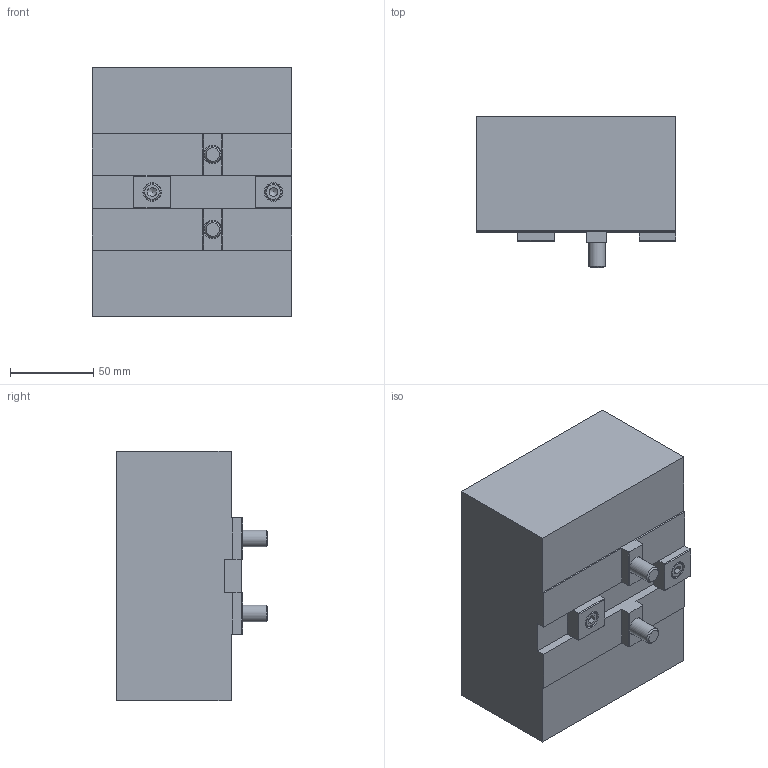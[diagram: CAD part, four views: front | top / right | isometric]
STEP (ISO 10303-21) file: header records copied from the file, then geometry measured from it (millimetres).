
FILE_DESCRIPTION((''),'2;1');
FILE_NAME('311-0150-001.stp','2011-05-30T16:55:47',('Meier'),(''),'Autodesk Inventor 2011','Autodesk Inventor 2011','');
FILE_SCHEMA(('AUTOMOTIVE_DESIGN { 1 0 10303 214 1 1 1 1 }'));
Length unit declared in the file: millimetre
Products named in the file (5): 311-0150-001; 5130-0150-002; NLM03250-20; DIN 912 - ersetzt durch DIN EN ISO 4762 M6 x 16; DIN 912 - ersetzt durch DIN EN ISO 4762 M10 x 30
Assembly tree (7 placements, depth 2):
  311-0150-001
    5130-0150-002
    NLM03250-20  x2
    DIN 912 - ersetzt durch DIN EN ISO 4762 M6 x 16  x2
    DIN 912 - ersetzt durch DIN EN ISO 4762 M10 x 30  x2
Bounding box: 120 x 91 x 150 mm (x, y, z)
Volume: 1224510.4 mm3; surface area: 92693.9 mm2
Topology: 7 solids, 7 shells, 124 faces, 288 edges, 184 vertices
Faces by surface type: plane 88, cylinder 18, cone 10, torus 8
Full cylindrical faces by diameter (mm): 4.917 x2, 6 x2, 6.3 x2, 10 x4, 11 x4, 16 x2, 18 x2
Entity records: 2346 total; most frequent: CARTESIAN_POINT 405, DIRECTION 374, ORIENTED_EDGE 336, EDGE_CURVE 168, AXIS2_PLACEMENT_3D 125, VECTOR 124, LINE 124, VERTEX_POINT 120
